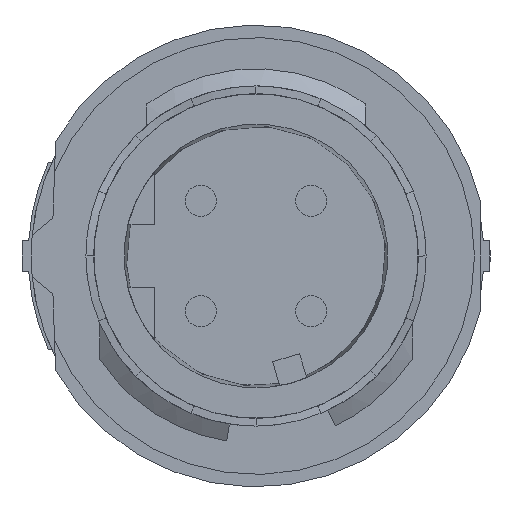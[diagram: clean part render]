
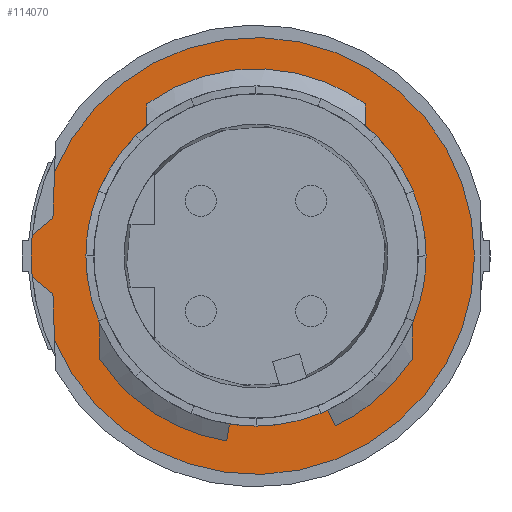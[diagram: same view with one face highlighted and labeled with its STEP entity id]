
A CAD part, left-side view. The second image highlights one B-rep face of the part: STEP entity #114070.
In plain terms, the highlighted planar face has unit normal (-1, 0, 0).
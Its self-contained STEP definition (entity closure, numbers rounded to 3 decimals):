
#110930=CARTESIAN_POINT('',(-37.678,7.2,
0.));
#110940=VERTEX_POINT('',#110930);
#110970=CARTESIAN_POINT('',(-37.678,0.,
0.));
#110980=DIRECTION('',(1.,0.,0.));
#110990=DIRECTION('',(0.,1.,0.));
#111000=AXIS2_PLACEMENT_3D('',#110970,#110980,#110990);
#111010=CIRCLE('',#111000,7.2);
#111020=CARTESIAN_POINT('',(-37.678,7.168,
-0.675));
#111030=VERTEX_POINT('',#111020);
#111040=EDGE_CURVE('',#111030,#110940,#111010,.T.);
#111930=CARTESIAN_POINT('',(-37.678,-6.975,
-12.128));
#111940=DIRECTION('',(0.,0.777,
0.629));
#111950=VECTOR('',#111940,1.);
#111960=LINE('',#111930,#111950);
#111970=CARTESIAN_POINT('',(-37.678,6.507,
-1.21));
#111980=VERTEX_POINT('',#111970);
#111990=EDGE_CURVE('',#111980,#111030,#111960,.T.);
#112260=CARTESIAN_POINT('',(-37.678,6.55,
0.));
#112270=DIRECTION('',(0.,0.035,
0.999));
#112280=VECTOR('',#112270,1.);
#112290=LINE('',#112260,#112280);
#112300=CARTESIAN_POINT('',(-37.678,6.455,
-2.708));
#112310=VERTEX_POINT('',#112300);
#112320=EDGE_CURVE('',#112310,#111980,#112290,.T.);
#113370=CARTESIAN_POINT('',(-37.678,0.,
0.));
#113380=DIRECTION('',(-1.,0.,0.));
#113390=DIRECTION('',(0.,0.,-1.));
#113400=AXIS2_PLACEMENT_3D('',#113370,#113380,#113390);
#113410=CIRCLE('',#113400,7.);
#113420=CARTESIAN_POINT('',(-37.678,6.455,
2.708));
#113430=VERTEX_POINT('',#113420);
#113440=EDGE_CURVE('',#112310,#113430,#113410,.T.);
#113630=CARTESIAN_POINT('',(-37.678,-6.225,
0.));
#113640=DIRECTION('',(-1.,0.,0.));
#113650=DIRECTION('',(0.,0.,-1.));
#113660=AXIS2_PLACEMENT_3D('',#113630,#113640,#113650);
#113670=PLANE('',#113660);
#113680=CARTESIAN_POINT('',(-37.678,0.,
0.));
#113690=DIRECTION('',(1.,0.,0.));
#113700=DIRECTION('',(0.,0.966,
0.259));
#113710=AXIS2_PLACEMENT_3D('',#113680,#113690,#113700);
#113720=CIRCLE('',#113710,5.45);
#113730=CARTESIAN_POINT('',(-37.678,5.264,
1.411));
#113740=VERTEX_POINT('',#113730);
#113750=CARTESIAN_POINT('',(-37.678,-5.264,
-1.411));
#113760=VERTEX_POINT('',#113750);
#113770=EDGE_CURVE('',#113740,#113760,#113720,.T.);
#113780=ORIENTED_EDGE('',*,*,#113770,.T.);
#113790=EDGE_CURVE('',#113760,#113740,#113720,.T.);
#113800=ORIENTED_EDGE('',*,*,#113790,.T.);
#113810=EDGE_LOOP('',(#113800,#113780));
#113820=FACE_BOUND('',#113810,.T.);
#113830=CARTESIAN_POINT('',(-37.678,-6.975,
12.128));
#113840=DIRECTION('',(0.,-0.777,
0.629));
#113850=VECTOR('',#113840,1.);
#113860=LINE('',#113830,#113850);
#113870=CARTESIAN_POINT('',(-37.678,7.168,
0.675));
#113880=VERTEX_POINT('',#113870);
#113890=CARTESIAN_POINT('',(-37.678,6.507,
1.21));
#113900=VERTEX_POINT('',#113890);
#113910=EDGE_CURVE('',#113880,#113900,#113860,.T.);
#113920=ORIENTED_EDGE('',*,*,#113910,.F.);
#113930=CARTESIAN_POINT('',(-37.678,6.55,
0.));
#113940=DIRECTION('',(0.,-0.035,
0.999));
#113950=VECTOR('',#113940,1.);
#113960=LINE('',#113930,#113950);
#113970=EDGE_CURVE('',#113900,#113430,#113960,.T.);
#113980=ORIENTED_EDGE('',*,*,#113970,.F.);
#113990=ORIENTED_EDGE('',*,*,#113440,.T.);
#114000=ORIENTED_EDGE('',*,*,#112320,.F.);
#114010=ORIENTED_EDGE('',*,*,#111990,.F.);
#114020=ORIENTED_EDGE('',*,*,#111040,.F.);
#114030=EDGE_CURVE('',#110940,#113880,#111010,.T.);
#114040=ORIENTED_EDGE('',*,*,#114030,.F.);
#114050=EDGE_LOOP('',(#114040,#114020,#114010,#114000,#113990,#113980,
#113920));
#114060=FACE_OUTER_BOUND('',#114050,.T.);
#114070=ADVANCED_FACE('',(#113820,#114060),#113670,.T.);
